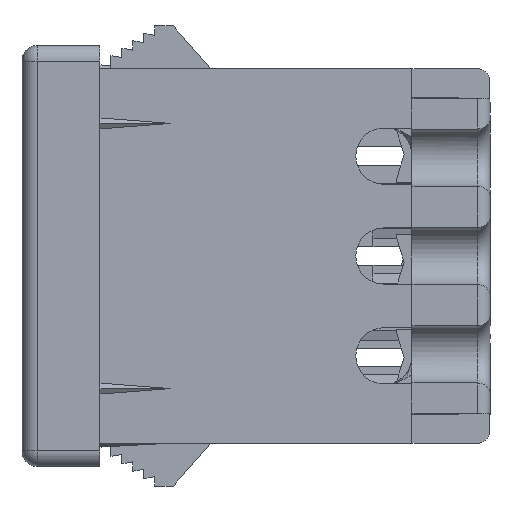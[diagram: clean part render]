
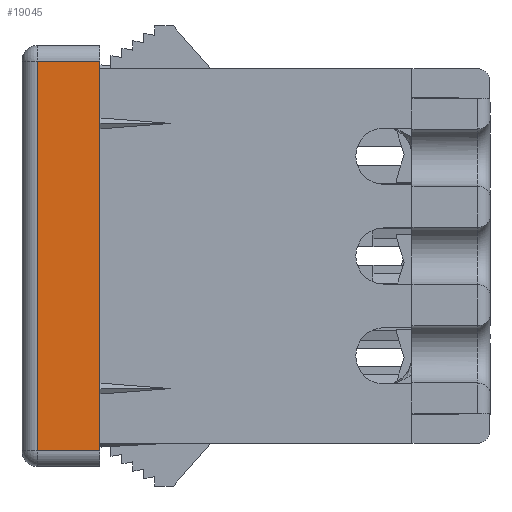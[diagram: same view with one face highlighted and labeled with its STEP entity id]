
A CAD part, left-side view. The second image highlights one B-rep face of the part: STEP entity #19045.
In plain terms, the highlighted planar face has unit normal (-1, 0, 0).
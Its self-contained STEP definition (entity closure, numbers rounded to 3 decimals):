
#333 = ORIENTED_EDGE ( 'NONE', *, *, #35464, .T. ) ;
#1188 = ORIENTED_EDGE ( 'NONE', *, *, #30936, .T. ) ;
#5118 = AXIS2_PLACEMENT_3D ( 'NONE', #33251, #12997, #41382 ) ;
#5800 = VECTOR ( 'NONE', #18560, 1000. ) ;
#6639 = CARTESIAN_POINT ( 'NONE',  ( -13.5, -1., 12.5 ) ) ;
#8235 = LINE ( 'NONE', #26147, #39362 ) ;
#8665 = CARTESIAN_POINT ( 'NONE',  ( -13.5, -1., -12.5 ) ) ;
#8916 = PLANE ( 'NONE',  #5118 ) ;
#10482 = DIRECTION ( 'NONE',  ( 0., 0., -1. ) ) ;
#11938 = VERTEX_POINT ( 'NONE', #40482 ) ;
#12997 = DIRECTION ( 'NONE',  ( -1., 0., 0. ) ) ;
#15659 = LINE ( 'NONE', #46823, #25189 ) ;
#17000 = CARTESIAN_POINT ( 'NONE',  ( -13.5, -5., -12.5 ) ) ;
#18560 = DIRECTION ( 'NONE',  ( 0., -1., 0. ) ) ;
#19045 = ADVANCED_FACE ( 'NONE', ( #36351 ), #8916, .T. ) ;
#21168 = ORIENTED_EDGE ( 'NONE', *, *, #42724, .T. ) ;
#21613 = ORIENTED_EDGE ( 'NONE', *, *, #47046, .T. ) ;
#21777 = DIRECTION ( 'NONE',  ( 0., 0., 1. ) ) ;
#25189 = VECTOR ( 'NONE', #10482, 1000. ) ;
#25341 = CARTESIAN_POINT ( 'NONE',  ( -13.5, -5., -13.5 ) ) ;
#26147 = CARTESIAN_POINT ( 'NONE',  ( -13.5, -5., 12.5 ) ) ;
#26994 = VERTEX_POINT ( 'NONE', #17000 ) ;
#28520 = VERTEX_POINT ( 'NONE', #8665 ) ;
#30618 = CARTESIAN_POINT ( 'NONE',  ( -13.5, -5., -12.5 ) ) ;
#30936 = EDGE_CURVE ( 'NONE', #47228, #28520, #15659, .T. ) ;
#33251 = CARTESIAN_POINT ( 'NONE',  ( -13.5, -5., -13.5 ) ) ;
#35464 = EDGE_CURVE ( 'NONE', #28520, #26994, #35689, .T. ) ;
#35689 = LINE ( 'NONE', #30618, #5800 ) ;
#36230 = LINE ( 'NONE', #25341, #46971 ) ;
#36351 = FACE_OUTER_BOUND ( 'NONE', #45961, .T. ) ;
#39362 = VECTOR ( 'NONE', #50388, 1000. ) ;
#40482 = CARTESIAN_POINT ( 'NONE',  ( -13.5, -5., 12.5 ) ) ;
#41382 = DIRECTION ( 'NONE',  ( 0., 0., 1. ) ) ;
#42724 = EDGE_CURVE ( 'NONE', #11938, #47228, #8235, .T. ) ;
#45961 = EDGE_LOOP ( 'NONE', ( #21613, #21168, #1188, #333 ) ) ;
#46823 = CARTESIAN_POINT ( 'NONE',  ( -13.5, -1., -13.5 ) ) ;
#46971 = VECTOR ( 'NONE', #21777, 1000. ) ;
#47046 = EDGE_CURVE ( 'NONE', #26994, #11938, #36230, .T. ) ;
#47228 = VERTEX_POINT ( 'NONE', #6639 ) ;
#50388 = DIRECTION ( 'NONE',  ( 0., 1., 0. ) ) ;
